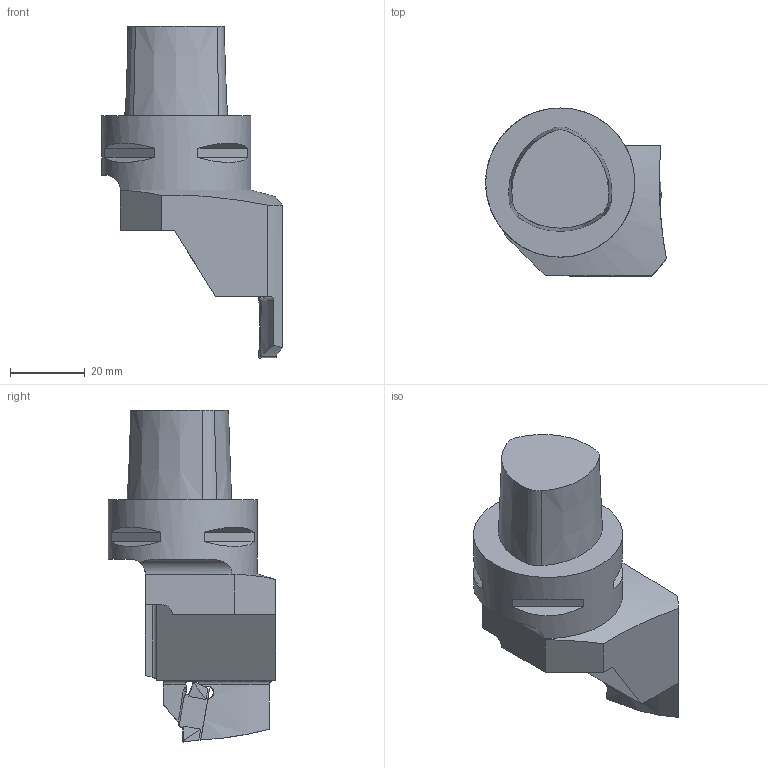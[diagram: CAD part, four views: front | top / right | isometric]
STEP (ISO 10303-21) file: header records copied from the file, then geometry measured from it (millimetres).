
FILE_DESCRIPTION(/* description */ (''),/* implementation_level */ '2;1');
FILE_NAME(/* name */ 'C4-CFIL-27065-05R230140-JET.stp',/* time_stamp */ '2018-02-15T16:18:25+06:00',/* author */ (''),/* organization */ (''),/* preprocessor_version */ 'ST-DEVELOPER v16',/* originating_system */ 'SIEMENS PLM Software NX 11.0',/* authorisation */ '');
FILE_SCHEMA (('AUTOMOTIVE_DESIGN { 1 0 10303 214 3 1 1 1 }'));
Length unit declared in the file: millimetre
Products named in the file (1): C4-CFIL-27065-05R230140-JET
Bounding box: 48.45 x 45 x 89.01 mm (x, y, z)
Volume: 65355.8 mm3; surface area: 13404 mm2
Topology: 3 solids, 3 shells, 96 faces, 251 edges, 165 vertices
Faces by surface type: plane 69, cylinder 19, cone 7, torus 1
Full cylindrical faces by diameter (mm): 40 x1
Entity records: 3175 total; most frequent: CARTESIAN_POINT 734, ORIENTED_EDGE 498, DIRECTION 492, EDGE_CURVE 249, AXIS2_PLACEMENT_3D 169, VERTEX_POINT 164, LINE 154, VECTOR 154
